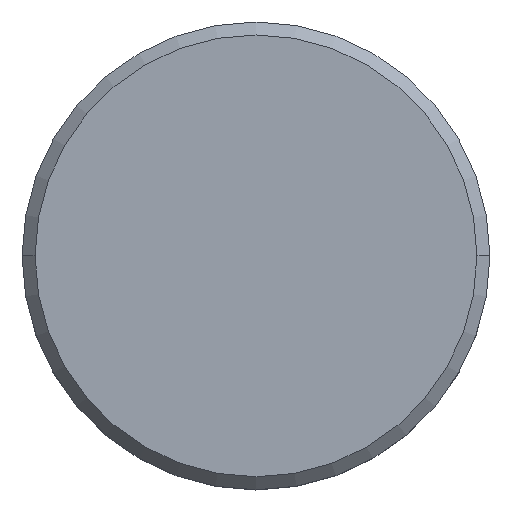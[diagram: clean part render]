
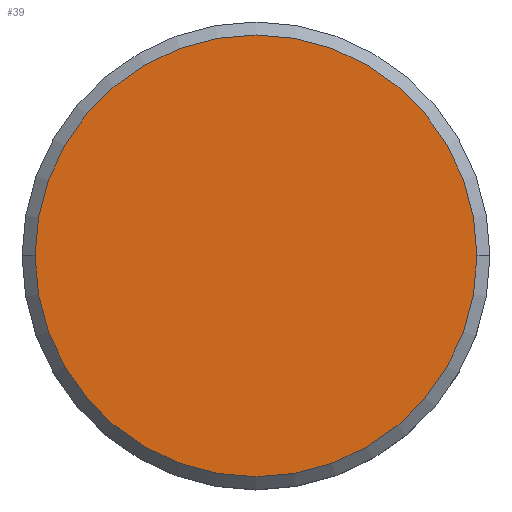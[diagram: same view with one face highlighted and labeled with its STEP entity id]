
A CAD part, top view. The second image highlights one B-rep face of the part: STEP entity #39.
In plain terms, the highlighted planar face has unit normal (0, 0, 1).
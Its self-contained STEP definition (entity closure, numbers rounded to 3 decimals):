
#8 = AXIS2_PLACEMENT_3D ( 'NONE', #178, #15, #735 ) ;
#15 = DIRECTION ( 'NONE',  ( 0., 0., 1. ) ) ;
#28 = AXIS2_PLACEMENT_3D ( 'NONE', #162, #513, #426 ) ;
#39 = ADVANCED_FACE ( 'NONE', ( #494 ), #324, .T. ) ;
#91 = EDGE_CURVE ( 'NONE', #979, #517, #727, .T. ) ;
#137 = ORIENTED_EDGE ( 'NONE', *, *, #91, .T. ) ;
#162 = CARTESIAN_POINT ( 'NONE',  ( 0., 0., 0. ) ) ;
#174 = ORIENTED_EDGE ( 'NONE', *, *, #575, .T. ) ;
#178 = CARTESIAN_POINT ( 'NONE',  ( 0., 0., 0. ) ) ;
#255 = CARTESIAN_POINT ( 'NONE',  ( 0., 0., 0. ) ) ;
#324 = PLANE ( 'NONE',  #8 ) ;
#397 = EDGE_LOOP ( 'NONE', ( #137, #174 ) ) ;
#426 = DIRECTION ( 'NONE',  ( 1., 0., 0. ) ) ;
#432 = AXIS2_PLACEMENT_3D ( 'NONE', #255, #990, #665 ) ;
#438 = CARTESIAN_POINT ( 'NONE',  ( -8.5, 0., 0. ) ) ;
#494 = FACE_OUTER_BOUND ( 'NONE', #397, .T. ) ;
#513 = DIRECTION ( 'NONE',  ( 0., 0., 1. ) ) ;
#517 = VERTEX_POINT ( 'NONE', #564 ) ;
#564 = CARTESIAN_POINT ( 'NONE',  ( 8.5, 0., 0. ) ) ;
#575 = EDGE_CURVE ( 'NONE', #517, #979, #641, .T. ) ;
#641 = CIRCLE ( 'NONE', #28, 8.5 ) ;
#665 = DIRECTION ( 'NONE',  ( 1., 0., 0. ) ) ;
#727 = CIRCLE ( 'NONE', #432, 8.5 ) ;
#735 = DIRECTION ( 'NONE',  ( 1., 0., 0. ) ) ;
#979 = VERTEX_POINT ( 'NONE', #438 ) ;
#990 = DIRECTION ( 'NONE',  ( 0., 0., 1. ) ) ;
